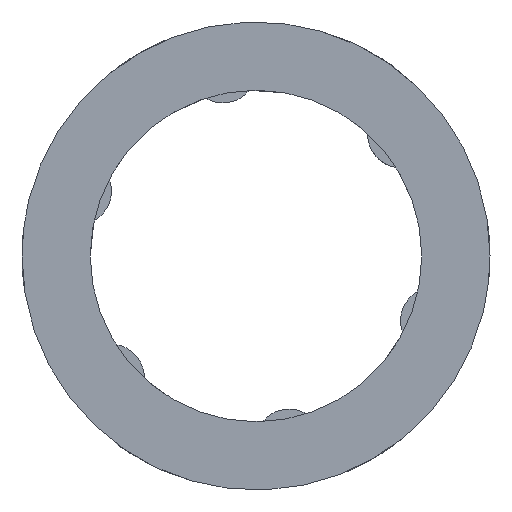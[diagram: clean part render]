
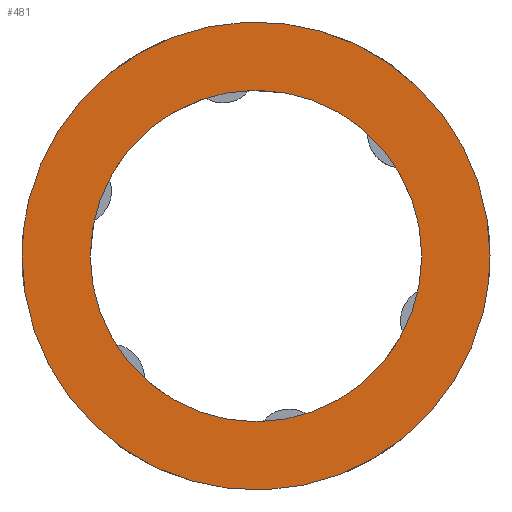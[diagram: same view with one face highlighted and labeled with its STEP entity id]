
A CAD part, front view. The second image highlights one B-rep face of the part: STEP entity #481.
In plain terms, the highlighted planar face has unit normal (0, -1, 0).
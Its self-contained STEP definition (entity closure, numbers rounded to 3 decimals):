
#98=AXIS2_PLACEMENT_3D('Circle Axis2P3D',#96,#97,$) ;
#225=AXIS2_PLACEMENT_3D('Circle Axis2P3D',#223,#224,$) ;
#415=AXIS2_PLACEMENT_3D('Plane Axis2P3D',#412,#413,#414) ;
#79=CARTESIAN_POINT('Vertex',(-8.5,-15.,0.)) ;
#93=CARTESIAN_POINT('Vertex',(8.5,-15.,0.)) ;
#96=CARTESIAN_POINT('Axis2P3D Location',(0.,-15.,0.)) ;
#223=CARTESIAN_POINT('Axis2P3D Location',(0.,-15.,0.)) ;
#412=CARTESIAN_POINT('Axis2P3D Location',(-10.25,-15.,0.)) ;
#418=CARTESIAN_POINT('Control Point',(-12.,-15.,0.)) ;
#419=CARTESIAN_POINT('Control Point',(-12.,-15.,-1.188)) ;
#420=CARTESIAN_POINT('Control Point',(-11.853,-15.,-2.376)) ;
#421=CARTESIAN_POINT('Control Point',(-11.559,-15.,-3.54)) ;
#422=CARTESIAN_POINT('Control Point',(-10.689,-15.,-5.77)) ;
#423=CARTESIAN_POINT('Control Point',(-9.302,-15.,-7.721)) ;
#424=CARTESIAN_POINT('Control Point',(-8.49,-15.,-8.605)) ;
#425=CARTESIAN_POINT('Control Point',(-6.665,-15.,-10.155)) ;
#426=CARTESIAN_POINT('Control Point',(-4.518,-15.,-11.213)) ;
#427=CARTESIAN_POINT('Control Point',(-3.384,-15.,-11.606)) ;
#428=CARTESIAN_POINT('Control Point',(-1.042,-15.,-12.102)) ;
#429=CARTESIAN_POINT('Control Point',(1.351,-15.,-12.013)) ;
#430=CARTESIAN_POINT('Control Point',(2.535,-15.,-11.82)) ;
#431=CARTESIAN_POINT('Control Point',(4.832,-15.,-11.145)) ;
#432=CARTESIAN_POINT('Control Point',(6.895,-15.,-9.93)) ;
#433=CARTESIAN_POINT('Control Point',(7.845,-15.,-9.197)) ;
#434=CARTESIAN_POINT('Control Point',(9.546,-15.,-7.512)) ;
#435=CARTESIAN_POINT('Control Point',(10.784,-15.,-5.463)) ;
#436=CARTESIAN_POINT('Control Point',(11.273,-15.,-4.367)) ;
#437=CARTESIAN_POINT('Control Point',(11.741,-15.,-2.824)) ;
#438=CARTESIAN_POINT('Control Point',(11.947,-15.,-1.236)) ;
#439=CARTESIAN_POINT('Control Point',(11.982,-15.,-0.824)) ;
#440=CARTESIAN_POINT('Control Point',(12.,-15.,-0.412)) ;
#441=CARTESIAN_POINT('Control Point',(12.,-15.,0.)) ;
#442=CARTESIAN_POINT('Vertex',(-12.,-15.,0.)) ;
#444=CARTESIAN_POINT('Vertex',(12.,-15.,0.)) ;
#448=CARTESIAN_POINT('Control Point',(12.,-15.,0.)) ;
#449=CARTESIAN_POINT('Control Point',(12.,-15.,1.188)) ;
#450=CARTESIAN_POINT('Control Point',(11.853,-15.,2.376)) ;
#451=CARTESIAN_POINT('Control Point',(11.559,-15.,3.54)) ;
#452=CARTESIAN_POINT('Control Point',(10.689,-15.,5.77)) ;
#453=CARTESIAN_POINT('Control Point',(9.302,-15.,7.721)) ;
#454=CARTESIAN_POINT('Control Point',(8.49,-15.,8.605)) ;
#455=CARTESIAN_POINT('Control Point',(6.665,-15.,10.155)) ;
#456=CARTESIAN_POINT('Control Point',(4.518,-15.,11.213)) ;
#457=CARTESIAN_POINT('Control Point',(3.384,-15.,11.606)) ;
#458=CARTESIAN_POINT('Control Point',(1.042,-15.,12.102)) ;
#459=CARTESIAN_POINT('Control Point',(-1.351,-15.,12.013)) ;
#460=CARTESIAN_POINT('Control Point',(-2.535,-15.,11.82)) ;
#461=CARTESIAN_POINT('Control Point',(-4.832,-15.,11.145)) ;
#462=CARTESIAN_POINT('Control Point',(-6.895,-15.,9.93)) ;
#463=CARTESIAN_POINT('Control Point',(-7.845,-15.,9.197)) ;
#464=CARTESIAN_POINT('Control Point',(-9.546,-15.,7.512)) ;
#465=CARTESIAN_POINT('Control Point',(-10.784,-15.,5.463)) ;
#466=CARTESIAN_POINT('Control Point',(-11.273,-15.,4.367)) ;
#467=CARTESIAN_POINT('Control Point',(-11.741,-15.,2.824)) ;
#468=CARTESIAN_POINT('Control Point',(-11.947,-15.,1.236)) ;
#469=CARTESIAN_POINT('Control Point',(-11.982,-15.,0.824)) ;
#470=CARTESIAN_POINT('Control Point',(-12.,-15.,0.412)) ;
#471=CARTESIAN_POINT('Control Point',(-12.,-15.,0.)) ;
#97=DIRECTION('Axis2P3D Direction',(0.,-1.,0.)) ;
#224=DIRECTION('Axis2P3D Direction',(0.,-1.,0.)) ;
#413=DIRECTION('Axis2P3D Direction',(0.,-1.,0.)) ;
#414=DIRECTION('Axis2P3D XDirection',(1.,0.,0.)) ;
#474=ORIENTED_EDGE('',*,*,#446,.T.) ;
#475=ORIENTED_EDGE('',*,*,#472,.T.) ;
#478=ORIENTED_EDGE('',*,*,#227,.F.) ;
#479=ORIENTED_EDGE('',*,*,#100,.F.) ;
#480=FACE_BOUND('',#477,.T.) ;
#481=ADVANCED_FACE('',(#476,#480),#416,.T.) ;
#417=B_SPLINE_CURVE_WITH_KNOTS('',5,(#418,#419,#420,#421,#422,#423,#424,#425,#426,#427,#428,#429,#430,#431,#432,#433,#434,#435,#436,#437,#438,#439,#440,#441),.UNSPECIFIED.,.F.,.U.,(6,3,3,3,3,3,3,6),(0.,8.4,16.8,25.2,33.6,42.,50.399,53.312),.UNSPECIFIED.) ;
#447=B_SPLINE_CURVE_WITH_KNOTS('',5,(#448,#449,#450,#451,#452,#453,#454,#455,#456,#457,#458,#459,#460,#461,#462,#463,#464,#465,#466,#467,#468,#469,#470,#471),.UNSPECIFIED.,.F.,.U.,(6,3,3,3,3,3,3,6),(0.,8.4,16.8,25.2,33.6,42.,50.399,53.312),.UNSPECIFIED.) ;
#99=CIRCLE('generated circle',#98,8.5) ;
#226=CIRCLE('generated circle',#225,8.5) ;
#100=EDGE_CURVE('',#94,#80,#99,.T.) ;
#227=EDGE_CURVE('',#80,#94,#226,.T.) ;
#446=EDGE_CURVE('',#443,#445,#417,.T.) ;
#472=EDGE_CURVE('',#445,#443,#447,.T.) ;
#473=EDGE_LOOP('',(#474,#475)) ;
#477=EDGE_LOOP('',(#478,#479)) ;
#476=FACE_OUTER_BOUND('',#473,.T.) ;
#416=PLANE('Plane',#415) ;
#80=VERTEX_POINT('',#79) ;
#94=VERTEX_POINT('',#93) ;
#443=VERTEX_POINT('',#442) ;
#445=VERTEX_POINT('',#444) ;
